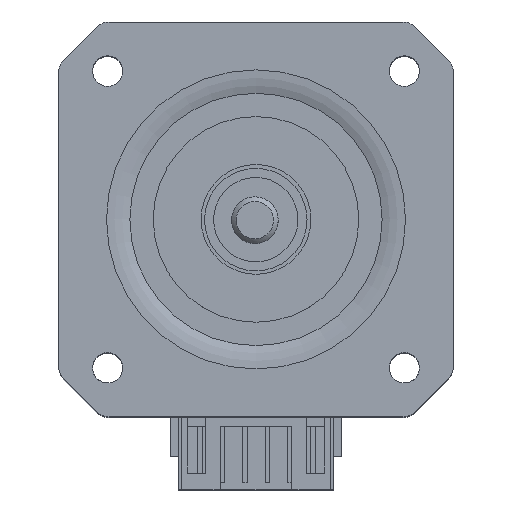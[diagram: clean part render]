
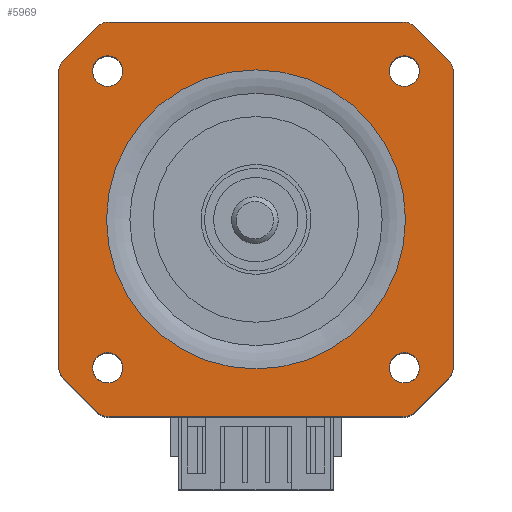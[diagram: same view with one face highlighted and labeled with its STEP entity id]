
A CAD part, top view. The second image highlights one B-rep face of the part: STEP entity #5969.
In plain terms, the highlighted planar face has unit normal (0, 0, 1).
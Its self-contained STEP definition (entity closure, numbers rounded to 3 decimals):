
#180=FACE_BOUND('',#935,.T.);
#181=FACE_BOUND('',#936,.T.);
#182=FACE_BOUND('',#937,.T.);
#183=FACE_BOUND('',#938,.T.);
#184=FACE_BOUND('',#939,.T.);
#289=PLANE('',#6487);
#589=FACE_OUTER_BOUND('',#934,.T.);
#934=EDGE_LOOP('',(#4867,#4868,#4869,#4870,#4871,#4872,#4873,#4874,#4875,
#4876,#4877,#4878,#4879,#4880,#4881,#4882));
#935=EDGE_LOOP('',(#4883));
#936=EDGE_LOOP('',(#4884));
#937=EDGE_LOOP('',(#4885));
#938=EDGE_LOOP('',(#4886));
#939=EDGE_LOOP('',(#4887));
#1382=LINE('',#9283,#2022);
#1387=LINE('',#9300,#2027);
#1390=LINE('',#9306,#2030);
#1391=LINE('',#9310,#2031);
#1392=LINE('',#9314,#2032);
#1393=LINE('',#9318,#2033);
#1394=LINE('',#9322,#2034);
#1395=LINE('',#9324,#2035);
#2022=VECTOR('',#7611,10.);
#2027=VECTOR('',#7628,10.);
#2030=VECTOR('',#7633,10.);
#2031=VECTOR('',#7636,10.);
#2032=VECTOR('',#7639,10.);
#2033=VECTOR('',#7642,10.);
#2034=VECTOR('',#7645,10.);
#2035=VECTOR('',#7648,10.);
#2537=CIRCLE('',#6476,2.);
#2540=CIRCLE('',#6482,2.);
#2542=CIRCLE('',#6485,2.);
#2543=CIRCLE('',#6488,2.);
#2544=CIRCLE('',#6489,2.);
#2545=CIRCLE('',#6490,2.);
#2546=CIRCLE('',#6491,2.);
#2547=CIRCLE('',#6492,2.);
#2548=CIRCLE('',#6493,16.);
#2549=CIRCLE('',#6494,1.625);
#2550=CIRCLE('',#6495,1.625);
#2551=CIRCLE('',#6496,1.625);
#2552=CIRCLE('',#6497,1.625);
#2860=VERTEX_POINT('',#9266);
#2861=VERTEX_POINT('',#9268);
#2866=VERTEX_POINT('',#9282);
#2867=VERTEX_POINT('',#9286);
#2870=VERTEX_POINT('',#9293);
#2871=VERTEX_POINT('',#9295);
#2872=VERTEX_POINT('',#9299);
#2874=VERTEX_POINT('',#9305);
#2875=VERTEX_POINT('',#9307);
#2876=VERTEX_POINT('',#9309);
#2877=VERTEX_POINT('',#9311);
#2878=VERTEX_POINT('',#9313);
#2879=VERTEX_POINT('',#9315);
#2880=VERTEX_POINT('',#9317);
#2881=VERTEX_POINT('',#9319);
#2882=VERTEX_POINT('',#9321);
#2883=VERTEX_POINT('',#9325);
#2884=VERTEX_POINT('',#9327);
#2885=VERTEX_POINT('',#9329);
#2886=VERTEX_POINT('',#9331);
#2887=VERTEX_POINT('',#9333);
#3565=EDGE_CURVE('',#2860,#2861,#2537,.T.);
#3572=EDGE_CURVE('',#2861,#2866,#1382,.T.);
#3574=EDGE_CURVE('',#2866,#2867,#2540,.T.);
#3578=EDGE_CURVE('',#2870,#2871,#2542,.T.);
#3580=EDGE_CURVE('',#2872,#2871,#1387,.F.);
#3583=EDGE_CURVE('',#2874,#2860,#1390,.T.);
#3584=EDGE_CURVE('',#2875,#2874,#2543,.T.);
#3585=EDGE_CURVE('',#2875,#2876,#1391,.F.);
#3586=EDGE_CURVE('',#2877,#2876,#2544,.T.);
#3587=EDGE_CURVE('',#2878,#2877,#1392,.T.);
#3588=EDGE_CURVE('',#2879,#2878,#2545,.T.);
#3589=EDGE_CURVE('',#2880,#2879,#1393,.T.);
#3590=EDGE_CURVE('',#2881,#2880,#2546,.T.);
#3591=EDGE_CURVE('',#2882,#2881,#1394,.T.);
#3592=EDGE_CURVE('',#2872,#2882,#2547,.T.);
#3593=EDGE_CURVE('',#2867,#2870,#1395,.T.);
#3594=EDGE_CURVE('',#2883,#2883,#2548,.T.);
#3595=EDGE_CURVE('',#2884,#2884,#2549,.T.);
#3596=EDGE_CURVE('',#2885,#2885,#2550,.T.);
#3597=EDGE_CURVE('',#2886,#2886,#2551,.T.);
#3598=EDGE_CURVE('',#2887,#2887,#2552,.T.);
#4867=ORIENTED_EDGE('',*,*,#3565,.F.);
#4868=ORIENTED_EDGE('',*,*,#3583,.F.);
#4869=ORIENTED_EDGE('',*,*,#3584,.F.);
#4870=ORIENTED_EDGE('',*,*,#3585,.T.);
#4871=ORIENTED_EDGE('',*,*,#3586,.F.);
#4872=ORIENTED_EDGE('',*,*,#3587,.F.);
#4873=ORIENTED_EDGE('',*,*,#3588,.F.);
#4874=ORIENTED_EDGE('',*,*,#3589,.F.);
#4875=ORIENTED_EDGE('',*,*,#3590,.F.);
#4876=ORIENTED_EDGE('',*,*,#3591,.F.);
#4877=ORIENTED_EDGE('',*,*,#3592,.F.);
#4878=ORIENTED_EDGE('',*,*,#3580,.T.);
#4879=ORIENTED_EDGE('',*,*,#3578,.F.);
#4880=ORIENTED_EDGE('',*,*,#3593,.F.);
#4881=ORIENTED_EDGE('',*,*,#3574,.F.);
#4882=ORIENTED_EDGE('',*,*,#3572,.F.);
#4883=ORIENTED_EDGE('',*,*,#3594,.F.);
#4884=ORIENTED_EDGE('',*,*,#3595,.T.);
#4885=ORIENTED_EDGE('',*,*,#3596,.T.);
#4886=ORIENTED_EDGE('',*,*,#3597,.T.);
#4887=ORIENTED_EDGE('',*,*,#3598,.T.);
#5969=ADVANCED_FACE('',(#589,#180,#181,#182,#183,#184),#289,.F.);
#6476=AXIS2_PLACEMENT_3D('',#9269,#7597,#7598);
#6482=AXIS2_PLACEMENT_3D('',#9287,#7615,#7616);
#6485=AXIS2_PLACEMENT_3D('',#9296,#7623,#7624);
#6487=AXIS2_PLACEMENT_3D('',#9304,#7631,#7632);
#6488=AXIS2_PLACEMENT_3D('',#9308,#7634,#7635);
#6489=AXIS2_PLACEMENT_3D('',#9312,#7637,#7638);
#6490=AXIS2_PLACEMENT_3D('',#9316,#7640,#7641);
#6491=AXIS2_PLACEMENT_3D('',#9320,#7643,#7644);
#6492=AXIS2_PLACEMENT_3D('',#9323,#7646,#7647);
#6493=AXIS2_PLACEMENT_3D('',#9326,#7649,#7650);
#6494=AXIS2_PLACEMENT_3D('',#9328,#7651,#7652);
#6495=AXIS2_PLACEMENT_3D('',#9330,#7653,#7654);
#6496=AXIS2_PLACEMENT_3D('',#9332,#7655,#7656);
#6497=AXIS2_PLACEMENT_3D('',#9334,#7657,#7658);
#7597=DIRECTION('center_axis',(0.,0.,-1.));
#7598=DIRECTION('ref_axis',(-0.924,0.383,0.));
#7611=DIRECTION('',(0.707,0.707,0.));
#7615=DIRECTION('center_axis',(0.,0.,-1.));
#7616=DIRECTION('ref_axis',(-0.383,0.924,0.));
#7623=DIRECTION('center_axis',(0.,0.,-1.));
#7624=DIRECTION('ref_axis',(0.383,0.924,0.));
#7628=DIRECTION('',(0.707,-0.707,0.));
#7631=DIRECTION('center_axis',(0.,0.,-1.));
#7632=DIRECTION('ref_axis',(-1.,0.,0.));
#7633=DIRECTION('',(0.,1.,0.));
#7634=DIRECTION('center_axis',(0.,0.,-1.));
#7635=DIRECTION('ref_axis',(-0.924,-0.383,0.));
#7636=DIRECTION('',(-0.707,0.707,0.));
#7637=DIRECTION('center_axis',(0.,0.,-1.));
#7638=DIRECTION('ref_axis',(-0.383,-0.924,0.));
#7639=DIRECTION('',(-1.,0.,0.));
#7640=DIRECTION('center_axis',(0.,0.,-1.));
#7641=DIRECTION('ref_axis',(0.383,-0.924,0.));
#7642=DIRECTION('',(-0.707,-0.707,0.));
#7643=DIRECTION('center_axis',(0.,0.,-1.));
#7644=DIRECTION('ref_axis',(0.924,-0.383,0.));
#7645=DIRECTION('',(0.,-1.,0.));
#7646=DIRECTION('center_axis',(0.,0.,-1.));
#7647=DIRECTION('ref_axis',(0.924,0.383,0.));
#7648=DIRECTION('',(1.,0.,0.));
#7649=DIRECTION('center_axis',(0.,0.,1.));
#7650=DIRECTION('ref_axis',(1.,0.,0.));
#7651=DIRECTION('center_axis',(0.,0.,-1.));
#7652=DIRECTION('ref_axis',(1.,0.,0.));
#7653=DIRECTION('center_axis',(0.,0.,-1.));
#7654=DIRECTION('ref_axis',(1.,0.,0.));
#7655=DIRECTION('center_axis',(0.,0.,-1.));
#7656=DIRECTION('ref_axis',(1.,0.,0.));
#7657=DIRECTION('center_axis',(0.,0.,-1.));
#7658=DIRECTION('ref_axis',(1.,0.,0.));
#9266=CARTESIAN_POINT('',(0.,36.825,46.75));
#9268=CARTESIAN_POINT('',(0.586,38.24,46.75));
#9269=CARTESIAN_POINT('Origin',(2.,36.825,46.75));
#9282=CARTESIAN_POINT('',(4.01,41.664,46.75));
#9283=CARTESIAN_POINT('',(1.149,38.803,46.75));
#9286=CARTESIAN_POINT('',(5.425,42.25,46.75));
#9287=CARTESIAN_POINT('Origin',(5.425,40.25,46.75));
#9293=CARTESIAN_POINT('',(36.825,42.25,46.75));
#9295=CARTESIAN_POINT('',(38.24,41.664,46.75));
#9296=CARTESIAN_POINT('Origin',(36.825,40.25,46.75));
#9299=CARTESIAN_POINT('',(41.664,38.24,46.75));
#9300=CARTESIAN_POINT('',(38.803,41.101,46.75));
#9304=CARTESIAN_POINT('Origin',(21.125,21.125,46.75));
#9305=CARTESIAN_POINT('',(0.,5.425,46.75));
#9306=CARTESIAN_POINT('',(0.,12.861,46.75));
#9307=CARTESIAN_POINT('',(0.586,4.01,46.75));
#9308=CARTESIAN_POINT('Origin',(2.,5.425,46.75));
#9309=CARTESIAN_POINT('',(4.01,0.586,46.75));
#9310=CARTESIAN_POINT('',(3.447,1.149,46.75));
#9311=CARTESIAN_POINT('',(5.425,0.,46.75));
#9312=CARTESIAN_POINT('Origin',(5.425,2.,46.75));
#9313=CARTESIAN_POINT('',(36.825,0.,46.75));
#9314=CARTESIAN_POINT('',(29.389,0.,46.75));
#9315=CARTESIAN_POINT('',(38.24,0.586,46.75));
#9316=CARTESIAN_POINT('Origin',(36.825,2.,46.75));
#9317=CARTESIAN_POINT('',(41.664,4.01,46.75));
#9318=CARTESIAN_POINT('',(41.101,3.447,46.75));
#9319=CARTESIAN_POINT('',(42.25,5.425,46.75));
#9320=CARTESIAN_POINT('Origin',(40.25,5.425,46.75));
#9321=CARTESIAN_POINT('',(42.25,36.825,46.75));
#9322=CARTESIAN_POINT('',(42.25,29.389,46.75));
#9323=CARTESIAN_POINT('Origin',(40.25,36.825,46.75));
#9324=CARTESIAN_POINT('',(12.861,42.25,46.75));
#9325=CARTESIAN_POINT('',(5.125,21.125,46.75));
#9326=CARTESIAN_POINT('Origin',(21.125,21.125,46.75));
#9327=CARTESIAN_POINT('',(3.625,5.25,46.75));
#9328=CARTESIAN_POINT('Origin',(5.25,5.25,46.75));
#9329=CARTESIAN_POINT('',(35.375,37.,46.75));
#9330=CARTESIAN_POINT('Origin',(37.,37.,46.75));
#9331=CARTESIAN_POINT('',(3.625,37.,46.75));
#9332=CARTESIAN_POINT('Origin',(5.25,37.,46.75));
#9333=CARTESIAN_POINT('',(35.375,5.25,46.75));
#9334=CARTESIAN_POINT('Origin',(37.,5.25,46.75));
